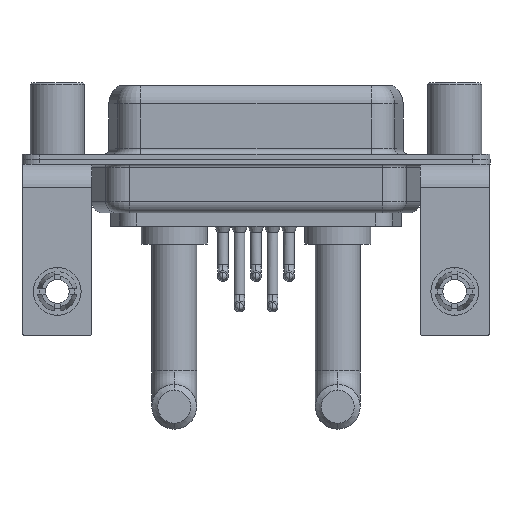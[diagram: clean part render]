
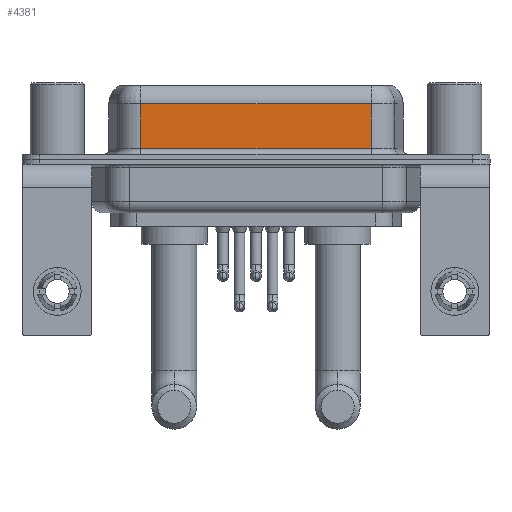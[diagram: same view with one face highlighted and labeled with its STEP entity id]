
A CAD part, front view. The second image highlights one B-rep face of the part: STEP entity #4381.
In plain terms, the highlighted planar face has unit normal (0, -1, 0).
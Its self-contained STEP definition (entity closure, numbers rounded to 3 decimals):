
#62 = ORIENTED_EDGE ( 'NONE', *, *, #4436, .F. ) ;
#102 = CARTESIAN_POINT ( 'NONE',  ( 26.287, -3.95, 6.4 ) ) ;
#176 = DIRECTION ( 'NONE',  ( -1., 0., 0. ) ) ;
#465 = ORIENTED_EDGE ( 'NONE', *, *, #2554, .T. ) ;
#488 = DIRECTION ( 'NONE',  ( 0., 0., -1. ) ) ;
#635 = ORIENTED_EDGE ( 'NONE', *, *, #12727, .T. ) ;
#1073 = EDGE_LOOP ( 'NONE', ( #62, #635, #465, #2489 ) ) ;
#1221 = DIRECTION ( 'NONE',  ( 1., 0., 0. ) ) ;
#2489 = ORIENTED_EDGE ( 'NONE', *, *, #9375, .T. ) ;
#2554 = EDGE_CURVE ( 'NONE', #8009, #17794, #6855, .T. ) ;
#2710 = VECTOR ( 'NONE', #176, 1000. ) ;
#3238 = CARTESIAN_POINT ( 'NONE',  ( 7.013, -3.95, 4.65 ) ) ;
#3309 = VECTOR ( 'NONE', #488, 1000. ) ;
#3573 = LINE ( 'NONE', #4851, #2710 ) ;
#4381 = ADVANCED_FACE ( 'NONE', ( #7964 ), #20953, .F. ) ;
#4436 = EDGE_CURVE ( 'NONE', #10682, #20734, #15087, .T. ) ;
#4851 = CARTESIAN_POINT ( 'NONE',  ( 26.287, -3.95, 4.65 ) ) ;
#5518 = CARTESIAN_POINT ( 'NONE',  ( 26.287, -3.95, 6.4 ) ) ;
#6855 = LINE ( 'NONE', #11775, #3309 ) ;
#7964 = FACE_OUTER_BOUND ( 'NONE', #1073, .T. ) ;
#8009 = VERTEX_POINT ( 'NONE', #3238 ) ;
#9375 = EDGE_CURVE ( 'NONE', #17794, #20734, #20692, .T. ) ;
#9674 = DIRECTION ( 'NONE',  ( 0., 0., 1. ) ) ;
#9973 = VECTOR ( 'NONE', #10103, 1000. ) ;
#10103 = DIRECTION ( 'NONE',  ( 0., 0., -1. ) ) ;
#10682 = VERTEX_POINT ( 'NONE', #12849 ) ;
#11775 = CARTESIAN_POINT ( 'NONE',  ( 7.013, -3.95, 6.4 ) ) ;
#12727 = EDGE_CURVE ( 'NONE', #10682, #8009, #3573, .T. ) ;
#12849 = CARTESIAN_POINT ( 'NONE',  ( 26.287, -3.95, 4.65 ) ) ;
#13143 = VECTOR ( 'NONE', #1221, 1000. ) ;
#13873 = CARTESIAN_POINT ( 'NONE',  ( 26.287, -3.95, 0.9 ) ) ;
#14049 = AXIS2_PLACEMENT_3D ( 'NONE', #102, #17962, #9674 ) ;
#15087 = LINE ( 'NONE', #5518, #9973 ) ;
#17396 = CARTESIAN_POINT ( 'NONE',  ( 7.013, -3.95, 0.9 ) ) ;
#17794 = VERTEX_POINT ( 'NONE', #17396 ) ;
#17962 = DIRECTION ( 'NONE',  ( 0., 1., 0. ) ) ;
#18686 = CARTESIAN_POINT ( 'NONE',  ( 26.287, -3.95, 0.9 ) ) ;
#20692 = LINE ( 'NONE', #18686, #13143 ) ;
#20734 = VERTEX_POINT ( 'NONE', #13873 ) ;
#20953 = PLANE ( 'NONE',  #14049 ) ;
